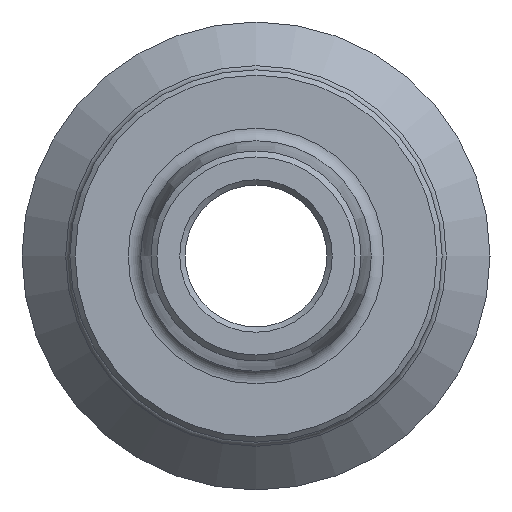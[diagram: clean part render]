
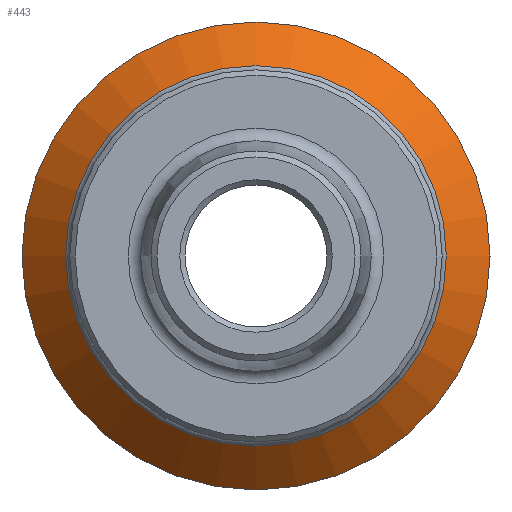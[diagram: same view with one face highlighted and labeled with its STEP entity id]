
A CAD part, left-side view. The second image highlights one B-rep face of the part: STEP entity #443.
In plain terms, the highlighted conical face has half-angle 45 degrees and reference radius 11.85 mm.
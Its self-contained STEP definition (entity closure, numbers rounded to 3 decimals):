
#50=FACE_OUTER_BOUND('',#82,.T.);
#82=EDGE_LOOP('',(#335,#336,#337,#338,#339));
#115=LINE('',#790,#130);
#130=VECTOR('',#627,11.85);
#154=CIRCLE('',#508,10.734);
#155=CIRCLE('',#509,10.734);
#156=CIRCLE('',#511,13.2);
#202=VERTEX_POINT('',#782);
#203=VERTEX_POINT('',#784);
#204=VERTEX_POINT('',#788);
#251=EDGE_CURVE('',#202,#203,#154,.T.);
#252=EDGE_CURVE('',#203,#202,#155,.T.);
#253=EDGE_CURVE('',#204,#204,#156,.T.);
#254=EDGE_CURVE('',#204,#203,#115,.T.);
#335=ORIENTED_EDGE('',*,*,#253,.F.);
#336=ORIENTED_EDGE('',*,*,#254,.T.);
#337=ORIENTED_EDGE('',*,*,#251,.F.);
#338=ORIENTED_EDGE('',*,*,#252,.F.);
#339=ORIENTED_EDGE('',*,*,#254,.F.);
#426=CONICAL_SURFACE('',#510,11.85,0.785);
#443=ADVANCED_FACE('',(#50),#426,.T.);
#508=AXIS2_PLACEMENT_3D('',#785,#619,#620);
#509=AXIS2_PLACEMENT_3D('',#786,#621,#622);
#510=AXIS2_PLACEMENT_3D('',#787,#623,#624);
#511=AXIS2_PLACEMENT_3D('',#789,#625,#626);
#619=DIRECTION('center_axis',(-1.,0.,0.));
#620=DIRECTION('ref_axis',(0.,-1.,0.));
#621=DIRECTION('center_axis',(-1.,0.,0.));
#622=DIRECTION('ref_axis',(0.,-1.,0.));
#623=DIRECTION('center_axis',(1.,0.,0.));
#624=DIRECTION('ref_axis',(0.,1.,0.));
#625=DIRECTION('center_axis',(1.,0.,0.));
#626=DIRECTION('ref_axis',(0.,0.,-1.));
#627=DIRECTION('',(-0.707,0.707,0.));
#782=CARTESIAN_POINT('',(-9.466,0.,10.734));
#784=CARTESIAN_POINT('',(-9.466,-10.734,0.));
#785=CARTESIAN_POINT('Origin',(-9.466,0.,0.));
#786=CARTESIAN_POINT('Origin',(-9.466,0.,0.));
#787=CARTESIAN_POINT('Origin',(-8.35,0.,0.));
#788=CARTESIAN_POINT('',(-7.,-13.2,0.));
#789=CARTESIAN_POINT('Origin',(-7.,0.,0.));
#790=CARTESIAN_POINT('',(-8.35,-11.85,0.));
